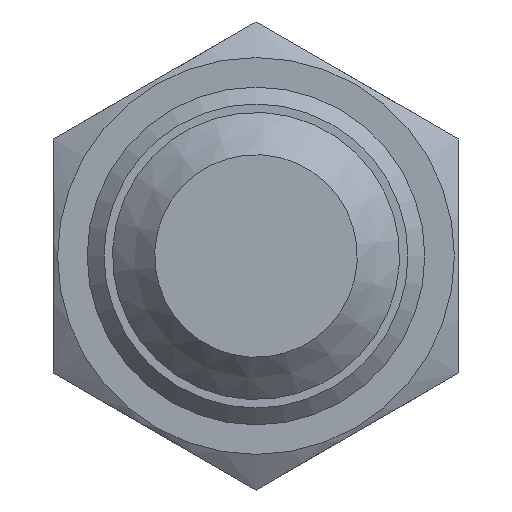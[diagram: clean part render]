
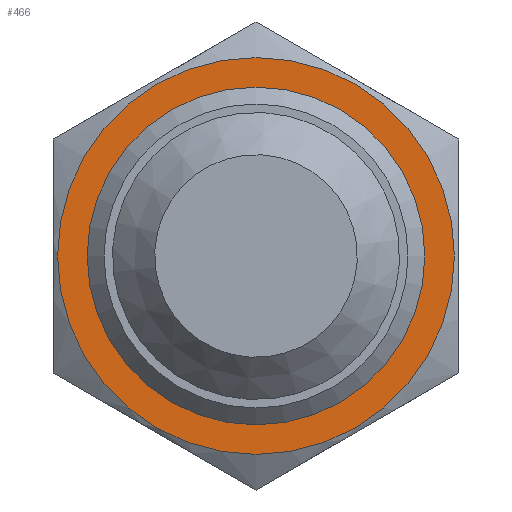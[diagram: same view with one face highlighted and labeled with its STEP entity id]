
A CAD part, front view. The second image highlights one B-rep face of the part: STEP entity #466.
In plain terms, the highlighted planar face has unit normal (0, -1, 0).
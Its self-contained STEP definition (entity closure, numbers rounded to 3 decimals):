
#313=CARTESIAN_POINT('',(0.,-75.5,-11.75));
#314=VERTEX_POINT('',#313);
#315=CARTESIAN_POINT('',(0.,-75.5,0.));
#316=DIRECTION('',(0.0,-1.0,0.0));
#317=DIRECTION('',(0.0,0.0,-1.0));
#318=AXIS2_PLACEMENT_3D('',#315,#316,#317);
#319=CIRCLE('',#318,11.75);
#320=EDGE_CURVE('',#314,#314,#319,.T.);
#414=CARTESIAN_POINT('',(9.188,-75.5,0.));
#415=VERTEX_POINT('',#414);
#416=CARTESIAN_POINT('',(0.,-75.5,0.));
#417=DIRECTION('',(0.0,1.0,0.0));
#418=DIRECTION('',(1.0,0.0,0.0));
#419=AXIS2_PLACEMENT_3D('',#416,#417,#418);
#420=CIRCLE('',#419,9.188);
#421=EDGE_CURVE('',#415,#415,#420,.T.);
#455=CARTESIAN_POINT('',(0.,-75.5,0.));
#456=DIRECTION('',(0.0,-1.0,0.0));
#457=DIRECTION('',(-1.0,0.0,0.0));
#458=AXIS2_PLACEMENT_3D('',#455,#456,#457);
#459=PLANE('',#458);
#460=ORIENTED_EDGE('',*,*,#320,.T.);
#461=EDGE_LOOP('',(#460));
#462=FACE_OUTER_BOUND('',#461,.T.);
#463=ORIENTED_EDGE('',*,*,#421,.T.);
#464=EDGE_LOOP('',(#463));
#465=FACE_BOUND('',#464,.T.);
#466=ADVANCED_FACE('',(#462,#465),#459,.T.);
